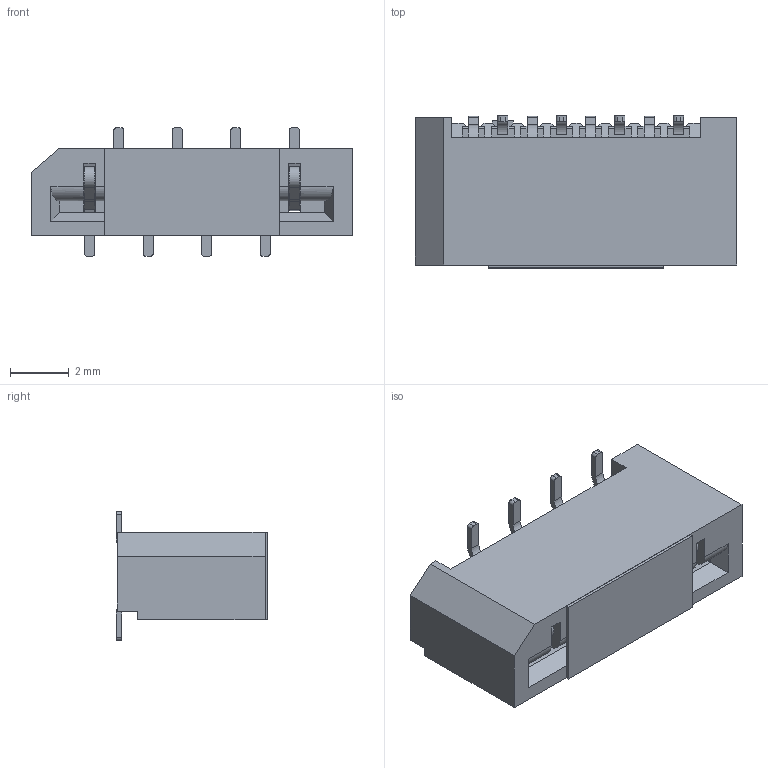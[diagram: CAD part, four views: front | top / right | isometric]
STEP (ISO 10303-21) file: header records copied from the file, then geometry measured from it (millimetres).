
FILE_DESCRIPTION(/* description */ ('Unknown'),/* implementation_level */ '2;1');
FILE_NAME(/* name */ '686108188822',/* time_stamp */ '2019-06-18T17:52:54+02:00',/* author */ ('Unknown'),/* organization */ ('Unknown'),/* preprocessor_version */ 'ST-DEVELOPER v16.7',/* originating_system */ 'DEX',/* authorisation */ $);
FILE_SCHEMA (('AUTOMOTIVE_DESIGN {1 0 10303 214 3 1 1}'));
Length unit declared in the file: millimetre
Products named in the file (5): 6861xx188822; 686108188822; 6861xx188822_Pin1; 6861xx188822_Pin2; 6861xx188822_Mylar2
Assembly tree (10 placements, depth 2):
  6861xx188822
    686108188822
    6861xx188822_Pin1  x4
    6861xx188822_Pin2  x4
    6861xx188822_Mylar2
Bounding box: 11 x 5.2 x 4.4 mm (x, y, z)
Volume: 125.4 mm3; surface area: 492.4 mm2
Topology: 10 solids, 10 shells, 624 faces, 1837 edges, 1218 vertices
Faces by surface type: plane 471, cylinder 153
Entity records: 10298 total; most frequent: CARTESIAN_POINT 1830, ORIENTED_EDGE 1826, DIRECTION 1629, EDGE_CURVE 913, LINE 819, VECTOR 819, VERTEX_POINT 606, AXIS2_PLACEMENT_3D 405
